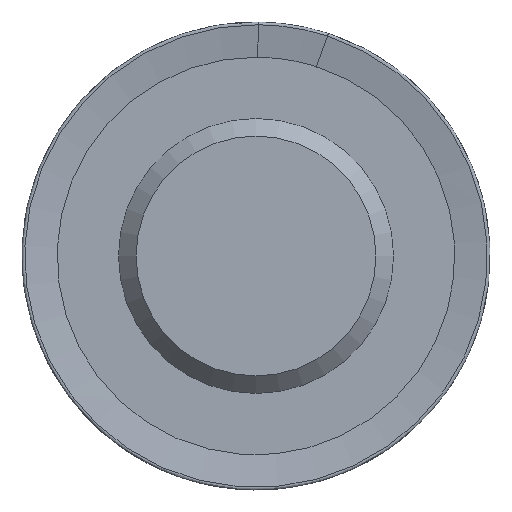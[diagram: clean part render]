
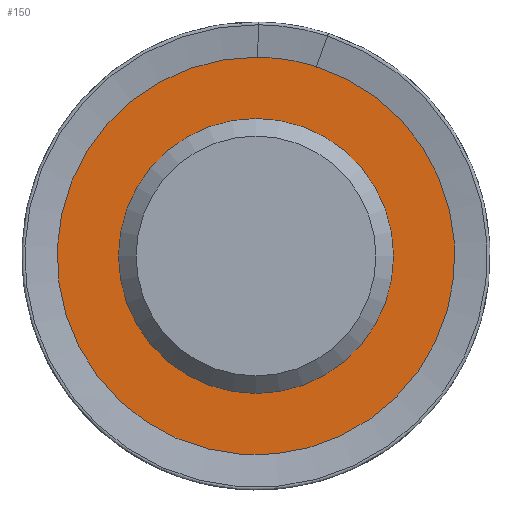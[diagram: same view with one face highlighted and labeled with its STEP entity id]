
A CAD part, left-side view. The second image highlights one B-rep face of the part: STEP entity #150.
In plain terms, the highlighted planar face has unit normal (-1, 0, 0).
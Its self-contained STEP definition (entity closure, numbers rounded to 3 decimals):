
#145=PLANE('',#585);
#150=ADVANCED_FACE('',(#194,#195),#145,.F.);
#194=FACE_BOUND('',#212,.T.);
#195=FACE_BOUND('',#213,.T.);
#212=EDGE_LOOP('',(#260));
#213=EDGE_LOOP('',(#261));
#260=ORIENTED_EDGE('',*,*,#453,.F.);
#261=ORIENTED_EDGE('',*,*,#454,.T.);
#407=VERTEX_POINT('',#794);
#408=VERTEX_POINT('',#797);
#453=EDGE_CURVE('',#407,#407,#527,.T.);
#454=EDGE_CURVE('',#408,#408,#528,.T.);
#527=CIRCLE('',#582,23.5);
#528=CIRCLE('',#584,35.5);
#582=AXIS2_PLACEMENT_3D('',#793,#650,#651);
#584=AXIS2_PLACEMENT_3D('',#796,#654,#655);
#585=AXIS2_PLACEMENT_3D('',#798,#656,#657);
#650=DIRECTION('',(-1.,0.,0.));
#651=DIRECTION('',(0.,0.,1.));
#654=DIRECTION('',(-1.,0.,0.));
#655=DIRECTION('',(0.,0.,1.));
#656=DIRECTION('',(1.,0.,0.));
#657=DIRECTION('',(0.,0.,-1.));
#793=CARTESIAN_POINT('',(1.,0.,0.));
#794=CARTESIAN_POINT('',(1.,0.,23.5));
#796=CARTESIAN_POINT('',(1.,0.,0.));
#797=CARTESIAN_POINT('',(1.,0.,35.5));
#798=CARTESIAN_POINT('',(1.,23.5,0.));
